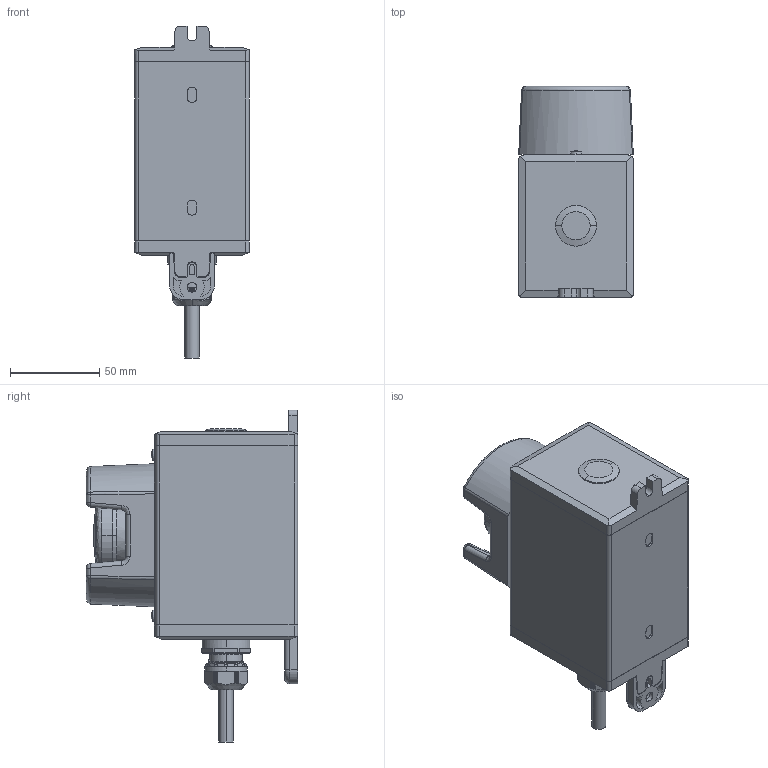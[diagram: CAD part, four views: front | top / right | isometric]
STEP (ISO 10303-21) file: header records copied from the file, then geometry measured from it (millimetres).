
FILE_DESCRIPTION (( 'STEP AP203' ), '1' );
FILE_NAME ('NGC-122-STP.step', '2024-12-27T01:13:15', ( '' ), ( '' ), 'SwSTEP 2.0', 'SolidWorks 2011', '' );
FILE_SCHEMA (( 'CONFIG_CONTROL_DESIGN' ));
Length unit declared in the file: millimetre
Products named in the file (1): NGC-122-STP
Bounding box: 64 x 118 x 185.49 mm (x, y, z)
Volume: 688613.8 mm3; surface area: 70023.3 mm2
Topology: 1 solids, 4 shells, 666 faces, 1785 edges, 1153 vertices
Faces by surface type: plane 290, cylinder 244, bspline 68, cone 39, sphere 23, torus 2
Entity records: 25712 total; most frequent: CARTESIAN_POINT 9642, ORIENTED_EDGE 3570, DIRECTION 3123, EDGE_CURVE 1785, VERTEX_POINT 1153, AXIS2_PLACEMENT_3D 1139, LINE 845, VECTOR 845
